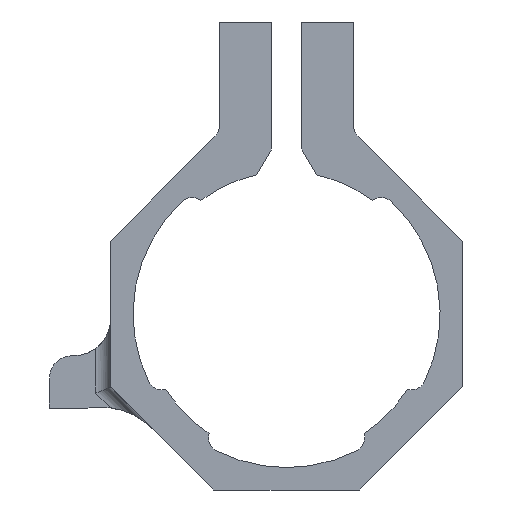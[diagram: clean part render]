
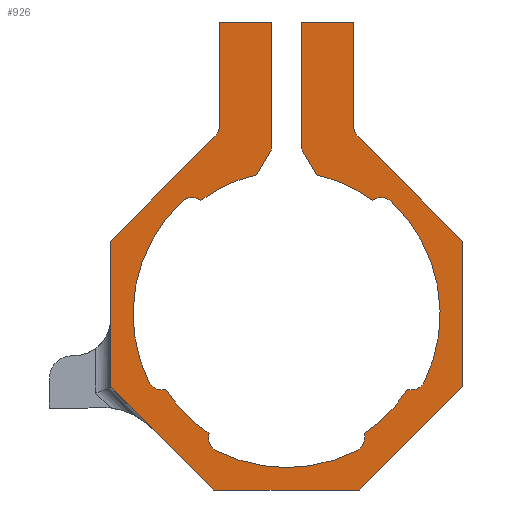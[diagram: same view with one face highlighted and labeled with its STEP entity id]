
A CAD part, front view. The second image highlights one B-rep face of the part: STEP entity #926.
In plain terms, the highlighted planar face has unit normal (0, -1, 0).
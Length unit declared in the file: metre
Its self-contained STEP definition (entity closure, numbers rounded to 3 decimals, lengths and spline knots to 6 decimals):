
#42=CIRCLE('',#970,0.01906);
#44=CIRCLE('',#973,0.02056);
#46=CIRCLE('',#976,0.01906);
#48=CIRCLE('',#979,0.02056);
#50=CIRCLE('',#982,0.01906);
#55=CIRCLE('',#1002,0.01906);
#58=CIRCLE('',#1006,0.02056);
#70=CIRCLE('',#1020,0.002);
#71=CIRCLE('',#1021,0.002);
#72=CIRCLE('',#1022,0.002);
#73=CIRCLE('',#1023,0.002);
#74=CIRCLE('',#1024,0.002);
#75=CIRCLE('',#1025,0.002);
#76=CIRCLE('',#1026,0.002);
#77=CIRCLE('',#1027,0.002);
#219=ORIENTED_EDGE('',*,*,#362,.F.);
#220=ORIENTED_EDGE('',*,*,#453,.T.);
#221=ORIENTED_EDGE('',*,*,#437,.F.);
#222=ORIENTED_EDGE('',*,*,#454,.T.);
#223=ORIENTED_EDGE('',*,*,#432,.F.);
#224=ORIENTED_EDGE('',*,*,#429,.F.);
#225=ORIENTED_EDGE('',*,*,#426,.F.);
#226=ORIENTED_EDGE('',*,*,#422,.F.);
#227=ORIENTED_EDGE('',*,*,#420,.F.);
#228=ORIENTED_EDGE('',*,*,#455,.T.);
#229=ORIENTED_EDGE('',*,*,#414,.F.);
#230=ORIENTED_EDGE('',*,*,#411,.F.);
#231=ORIENTED_EDGE('',*,*,#408,.F.);
#232=ORIENTED_EDGE('',*,*,#401,.F.);
#233=ORIENTED_EDGE('',*,*,#398,.F.);
#234=ORIENTED_EDGE('',*,*,#395,.F.);
#235=ORIENTED_EDGE('',*,*,#393,.F.);
#236=ORIENTED_EDGE('',*,*,#456,.T.);
#237=ORIENTED_EDGE('',*,*,#388,.F.);
#238=ORIENTED_EDGE('',*,*,#384,.F.);
#239=ORIENTED_EDGE('',*,*,#357,.F.);
#240=ORIENTED_EDGE('',*,*,#382,.F.);
#241=ORIENTED_EDGE('',*,*,#378,.F.);
#242=ORIENTED_EDGE('',*,*,#457,.T.);
#243=ORIENTED_EDGE('',*,*,#374,.F.);
#244=ORIENTED_EDGE('',*,*,#458,.T.);
#245=ORIENTED_EDGE('',*,*,#370,.F.);
#246=ORIENTED_EDGE('',*,*,#459,.T.);
#247=ORIENTED_EDGE('',*,*,#366,.F.);
#248=ORIENTED_EDGE('',*,*,#460,.T.);
#357=EDGE_CURVE('',#492,#493,#584,.T.);
#362=EDGE_CURVE('',#497,#498,#42,.T.);
#366=EDGE_CURVE('',#501,#502,#44,.T.);
#370=EDGE_CURVE('',#505,#506,#46,.T.);
#374=EDGE_CURVE('',#509,#510,#48,.T.);
#378=EDGE_CURVE('',#513,#514,#50,.T.);
#382=EDGE_CURVE('',#514,#492,#598,.T.);
#384=EDGE_CURVE('',#493,#517,#600,.T.);
#388=EDGE_CURVE('',#517,#520,#603,.T.);
#393=EDGE_CURVE('',#524,#525,#608,.T.);
#395=EDGE_CURVE('',#525,#526,#610,.T.);
#398=EDGE_CURVE('',#526,#528,#613,.T.);
#401=EDGE_CURVE('',#528,#530,#616,.T.);
#408=EDGE_CURVE('',#530,#533,#623,.T.);
#411=EDGE_CURVE('',#533,#538,#626,.T.);
#414=EDGE_CURVE('',#538,#540,#629,.T.);
#420=EDGE_CURVE('',#545,#546,#634,.T.);
#422=EDGE_CURVE('',#546,#547,#636,.T.);
#426=EDGE_CURVE('',#547,#550,#639,.T.);
#429=EDGE_CURVE('',#550,#552,#642,.T.);
#432=EDGE_CURVE('',#552,#554,#55,.T.);
#437=EDGE_CURVE('',#558,#559,#58,.T.);
#453=EDGE_CURVE('',#497,#559,#70,.T.);
#454=EDGE_CURVE('',#558,#554,#71,.T.);
#455=EDGE_CURVE('',#545,#540,#72,.T.);
#456=EDGE_CURVE('',#524,#520,#73,.T.);
#457=EDGE_CURVE('',#513,#510,#74,.T.);
#458=EDGE_CURVE('',#509,#506,#75,.T.);
#459=EDGE_CURVE('',#505,#502,#76,.T.);
#460=EDGE_CURVE('',#501,#498,#77,.T.);
#492=VERTEX_POINT('',#1352);
#493=VERTEX_POINT('',#1353);
#497=VERTEX_POINT('',#1363);
#498=VERTEX_POINT('',#1364);
#501=VERTEX_POINT('',#1372);
#502=VERTEX_POINT('',#1373);
#505=VERTEX_POINT('',#1381);
#506=VERTEX_POINT('',#1382);
#509=VERTEX_POINT('',#1390);
#510=VERTEX_POINT('',#1391);
#513=VERTEX_POINT('',#1399);
#514=VERTEX_POINT('',#1400);
#517=VERTEX_POINT('',#1411);
#520=VERTEX_POINT('',#1419);
#524=VERTEX_POINT('',#1428);
#525=VERTEX_POINT('',#1430);
#526=VERTEX_POINT('',#1434);
#528=VERTEX_POINT('',#1440);
#530=VERTEX_POINT('',#1446);
#533=VERTEX_POINT('',#1453);
#538=VERTEX_POINT('',#1466);
#540=VERTEX_POINT('',#1472);
#545=VERTEX_POINT('',#1483);
#546=VERTEX_POINT('',#1485);
#547=VERTEX_POINT('',#1489);
#550=VERTEX_POINT('',#1497);
#552=VERTEX_POINT('',#1503);
#554=VERTEX_POINT('',#1509);
#558=VERTEX_POINT('',#1518);
#559=VERTEX_POINT('',#1520);
#584=LINE('',#1351,#670);
#598=LINE('',#1407,#684);
#600=LINE('',#1410,#686);
#603=LINE('',#1418,#689);
#608=LINE('',#1429,#694);
#610=LINE('',#1433,#696);
#613=LINE('',#1439,#699);
#616=LINE('',#1445,#702);
#623=LINE('',#1459,#709);
#626=LINE('',#1465,#712);
#629=LINE('',#1471,#715);
#634=LINE('',#1484,#720);
#636=LINE('',#1488,#722);
#639=LINE('',#1496,#725);
#642=LINE('',#1502,#728);
#670=VECTOR('',#1069,1.);
#684=VECTOR('',#1117,1.);
#686=VECTOR('',#1121,1.);
#689=VECTOR('',#1128,1.);
#694=VECTOR('',#1135,1.);
#696=VECTOR('',#1139,1.);
#699=VECTOR('',#1144,1.);
#702=VECTOR('',#1149,1.);
#709=VECTOR('',#1158,1.);
#712=VECTOR('',#1163,1.);
#715=VECTOR('',#1168,1.);
#720=VECTOR('',#1177,1.);
#722=VECTOR('',#1181,1.);
#725=VECTOR('',#1188,1.);
#728=VECTOR('',#1193,1.);
#783=EDGE_LOOP('',(#219,#220,#221,#222,#223,#224,#225,#226,#227,#228,#229,
#230,#231,#232,#233,#234,#235,#236,#237,#238,#239,#240,#241,#242,#243,#244,
#245,#246,#247,#248));
#844=FACE_BOUND('',#783,.T.);
#894=PLANE('',#1019);
#926=ADVANCED_FACE('',(#844),#894,.F.);
#970=AXIS2_PLACEMENT_3D('',#1362,#1077,#1078);
#973=AXIS2_PLACEMENT_3D('',#1371,#1085,#1086);
#976=AXIS2_PLACEMENT_3D('',#1380,#1093,#1094);
#979=AXIS2_PLACEMENT_3D('',#1389,#1101,#1102);
#982=AXIS2_PLACEMENT_3D('',#1398,#1109,#1110);
#1002=AXIS2_PLACEMENT_3D('',#1508,#1198,#1199);
#1006=AXIS2_PLACEMENT_3D('',#1519,#1208,#1209);
#1019=AXIS2_PLACEMENT_3D('',#1542,#1238,#1239);
#1020=AXIS2_PLACEMENT_3D('',#1543,#1240,#1241);
#1021=AXIS2_PLACEMENT_3D('',#1544,#1242,#1243);
#1022=AXIS2_PLACEMENT_3D('',#1545,#1244,#1245);
#1023=AXIS2_PLACEMENT_3D('',#1546,#1246,#1247);
#1024=AXIS2_PLACEMENT_3D('',#1547,#1248,#1249);
#1025=AXIS2_PLACEMENT_3D('',#1548,#1250,#1251);
#1026=AXIS2_PLACEMENT_3D('',#1549,#1252,#1253);
#1027=AXIS2_PLACEMENT_3D('',#1550,#1254,#1255);
#1069=DIRECTION('',(0.,0.,1.));
#1077=DIRECTION('',(0.,-1.,0.));
#1078=DIRECTION('',(0.,0.,1.));
#1085=DIRECTION('',(0.,-1.,0.));
#1086=DIRECTION('',(0.,0.,1.));
#1093=DIRECTION('',(0.,-1.,0.));
#1094=DIRECTION('',(0.,0.,-1.));
#1101=DIRECTION('',(0.,-1.,0.));
#1102=DIRECTION('',(0.,0.,-1.));
#1109=DIRECTION('',(0.,-1.,0.));
#1110=DIRECTION('',(0.,0.,-1.));
#1117=DIRECTION('',(-0.5,0.,0.866));
#1121=DIRECTION('',(1.,0.,0.));
#1128=DIRECTION('',(0.,0.,-1.));
#1135=DIRECTION('',(0.707,0.,-0.707));
#1139=DIRECTION('',(0.,0.,-1.));
#1144=DIRECTION('',(-0.707,0.,-0.707));
#1149=DIRECTION('',(-1.,0.,0.));
#1158=DIRECTION('',(-0.707,0.,0.707));
#1163=DIRECTION('',(0.,0.,1.));
#1168=DIRECTION('',(0.707,0.,0.707));
#1177=DIRECTION('',(0.,0.,1.));
#1181=DIRECTION('',(1.,0.,0.));
#1188=DIRECTION('',(0.,0.,-1.));
#1193=DIRECTION('',(-0.5,0.,-0.866));
#1198=DIRECTION('',(0.,-1.,0.));
#1199=DIRECTION('',(0.,0.,1.));
#1208=DIRECTION('',(0.,-1.,0.));
#1209=DIRECTION('',(0.,0.,1.));
#1238=DIRECTION('',(0.,1.,0.));
#1239=DIRECTION('',(0.,0.,1.));
#1240=DIRECTION('',(0.,1.,0.));
#1241=DIRECTION('',(0.,0.,1.));
#1242=DIRECTION('',(0.,1.,0.));
#1243=DIRECTION('',(0.,0.,1.));
#1244=DIRECTION('',(0.,1.,0.));
#1245=DIRECTION('',(0.,0.,1.));
#1246=DIRECTION('',(0.,1.,0.));
#1247=DIRECTION('',(0.,0.,1.));
#1248=DIRECTION('',(0.,1.,0.));
#1249=DIRECTION('',(0.,0.,1.));
#1250=DIRECTION('',(0.,1.,0.));
#1251=DIRECTION('',(0.,0.,1.));
#1252=DIRECTION('',(0.,1.,0.));
#1253=DIRECTION('',(0.,0.,1.));
#1254=DIRECTION('',(0.,1.,0.));
#1255=DIRECTION('',(0.,0.,1.));
#1351=CARTESIAN_POINT('',(0.002,-0.01,0.0221));
#1352=CARTESIAN_POINT('',(0.002,-0.01,0.0221));
#1353=CARTESIAN_POINT('',(0.002,-0.01,0.0391));
#1362=CARTESIAN_POINT('',(0.,-0.01,0.));
#1363=CARTESIAN_POINT('',(-0.016164,-0.01,-0.0101));
#1364=CARTESIAN_POINT('',(-0.010381,-0.01,-0.015985));
#1371=CARTESIAN_POINT('',(0.,-0.01,0.));
#1372=CARTESIAN_POINT('',(-0.009365,-0.01,-0.018303));
#1373=CARTESIAN_POINT('',(0.009365,-0.01,-0.018303));
#1380=CARTESIAN_POINT('',(0.,-0.01,0.));
#1381=CARTESIAN_POINT('',(0.010381,-0.01,-0.015985));
#1382=CARTESIAN_POINT('',(0.016164,-0.01,-0.0101));
#1389=CARTESIAN_POINT('',(0.,-0.01,0.));
#1390=CARTESIAN_POINT('',(0.018464,-0.01,-0.009045));
#1391=CARTESIAN_POINT('',(0.013996,-0.01,0.015061));
#1398=CARTESIAN_POINT('',(0.,-0.01,0.));
#1399=CARTESIAN_POINT('',(0.011471,-0.01,0.015222));
#1400=CARTESIAN_POINT('',(0.004,-0.01,0.018636));
#1407=CARTESIAN_POINT('',(0.004,-0.01,0.018636));
#1410=CARTESIAN_POINT('',(0.002,-0.01,0.0391));
#1411=CARTESIAN_POINT('',(0.009,-0.01,0.0391));
#1418=CARTESIAN_POINT('',(0.009,-0.01,0.0391));
#1419=CARTESIAN_POINT('',(0.009,-0.01,0.025147));
#1428=CARTESIAN_POINT('',(0.009586,-0.01,0.023733));
#1429=CARTESIAN_POINT('',(0.009,-0.01,0.024319));
#1430=CARTESIAN_POINT('',(0.02356,-0.01,0.009759));
#1433=CARTESIAN_POINT('',(0.02356,-0.01,0.009759));
#1434=CARTESIAN_POINT('',(0.02356,-0.01,-0.009759));
#1439=CARTESIAN_POINT('',(0.02356,-0.01,-0.009759));
#1440=CARTESIAN_POINT('',(0.009759,-0.01,-0.02356));
#1445=CARTESIAN_POINT('',(0.009759,-0.01,-0.02356));
#1446=CARTESIAN_POINT('',(-0.009759,-0.01,-0.02356));
#1453=CARTESIAN_POINT('',(-0.02356,-0.01,-0.009759));
#1459=CARTESIAN_POINT('',(-0.009759,-0.01,-0.02356));
#1465=CARTESIAN_POINT('',(-0.02356,-0.01,-0.009759));
#1466=CARTESIAN_POINT('',(-0.02356,-0.01,0.009759));
#1471=CARTESIAN_POINT('',(-0.02356,-0.01,0.009759));
#1472=CARTESIAN_POINT('',(-0.009586,-0.01,0.023733));
#1483=CARTESIAN_POINT('',(-0.009,-0.01,0.025147));
#1484=CARTESIAN_POINT('',(-0.009,-0.01,0.0391));
#1485=CARTESIAN_POINT('',(-0.009,-0.01,0.0391));
#1488=CARTESIAN_POINT('',(-0.002,-0.01,0.0391));
#1489=CARTESIAN_POINT('',(-0.002,-0.01,0.0391));
#1496=CARTESIAN_POINT('',(-0.002,-0.01,0.0221));
#1497=CARTESIAN_POINT('',(-0.002,-0.01,0.0221));
#1502=CARTESIAN_POINT('',(-0.004,-0.01,0.018636));
#1503=CARTESIAN_POINT('',(-0.004,-0.01,0.018636));
#1508=CARTESIAN_POINT('',(0.,-0.01,0.));
#1509=CARTESIAN_POINT('',(-0.011471,-0.01,0.015222));
#1518=CARTESIAN_POINT('',(-0.013996,-0.01,0.015061));
#1519=CARTESIAN_POINT('',(0.,-0.01,0.));
#1520=CARTESIAN_POINT('',(-0.018464,-0.01,-0.009045));
#1542=CARTESIAN_POINT('',(0.,-0.01,0.));
#1543=CARTESIAN_POINT('',(-0.016668,-0.01,-0.008165));
#1544=CARTESIAN_POINT('',(-0.012635,-0.01,0.013596));
#1545=CARTESIAN_POINT('',(-0.011,-0.01,0.025147));
#1546=CARTESIAN_POINT('',(0.011,-0.01,0.025147));
#1547=CARTESIAN_POINT('',(0.012635,-0.01,0.013596));
#1548=CARTESIAN_POINT('',(0.016668,-0.01,-0.008165));
#1549=CARTESIAN_POINT('',(0.008454,-0.01,-0.016523));
#1550=CARTESIAN_POINT('',(-0.008454,-0.01,-0.016523));
